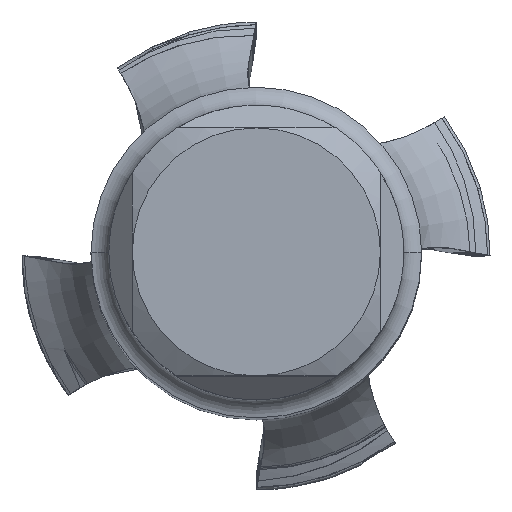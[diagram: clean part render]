
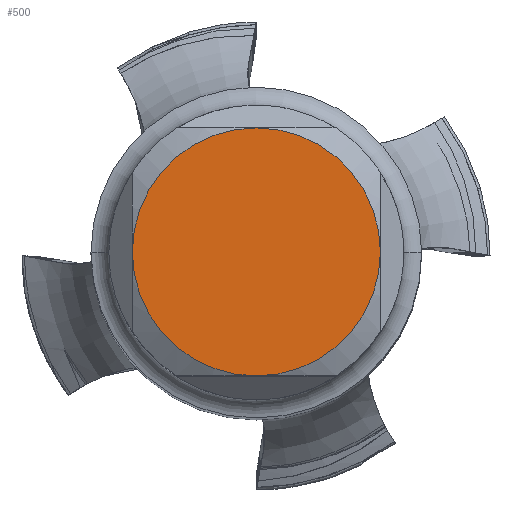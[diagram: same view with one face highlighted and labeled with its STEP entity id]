
A CAD part, top view. The second image highlights one B-rep face of the part: STEP entity #500.
In plain terms, the highlighted planar face has unit normal (0, 0, 1).
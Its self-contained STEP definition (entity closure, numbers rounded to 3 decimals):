
#227=PLANE('',#6858);
#500=ADVANCED_FACE('',(#880),#227,.F.);
#880=FACE_OUTER_BOUND('',#1248,.T.);
#1248=EDGE_LOOP('',(#2004,#2005,#2006,#2007));
#1582=CIRCLE('',#6844,4.5);
#1583=CIRCLE('',#6848,4.5);
#1584=CIRCLE('',#6852,4.5);
#1585=CIRCLE('',#6856,4.5);
#2004=ORIENTED_EDGE('',*,*,#4802,.T.);
#2005=ORIENTED_EDGE('',*,*,#4798,.T.);
#2006=ORIENTED_EDGE('',*,*,#4794,.T.);
#2007=ORIENTED_EDGE('',*,*,#4806,.T.);
#4011=VERTEX_POINT('',#8829);
#4012=VERTEX_POINT('',#8836);
#4013=VERTEX_POINT('',#8850);
#4014=VERTEX_POINT('',#8864);
#4794=EDGE_CURVE('',#4012,#4011,#1582,.T.);
#4798=EDGE_CURVE('',#4013,#4012,#1583,.T.);
#4802=EDGE_CURVE('',#4014,#4013,#1584,.T.);
#4806=EDGE_CURVE('',#4011,#4014,#1585,.T.);
#6844=AXIS2_PLACEMENT_3D('',#8835,#7317,#7318);
#6848=AXIS2_PLACEMENT_3D('',#8849,#7326,#7327);
#6852=AXIS2_PLACEMENT_3D('',#8863,#7335,#7336);
#6856=AXIS2_PLACEMENT_3D('',#8877,#7344,#7345);
#6858=AXIS2_PLACEMENT_3D('',#8879,#7348,#7349);
#7317=DIRECTION('',(0.,0.,1.));
#7318=DIRECTION('',(1.,0.,0.));
#7326=DIRECTION('',(0.,0.,1.));
#7327=DIRECTION('',(1.,0.,0.));
#7335=DIRECTION('',(0.,0.,1.));
#7336=DIRECTION('',(1.,0.,0.));
#7344=DIRECTION('',(0.,0.,1.));
#7345=DIRECTION('',(1.,0.,0.));
#7348=DIRECTION('',(0.,0.,-1.));
#7349=DIRECTION('',(-1.,0.,0.));
#8829=CARTESIAN_POINT('',(4.5,0.,0.));
#8835=CARTESIAN_POINT('',(0.,0.,0.));
#8836=CARTESIAN_POINT('',(0.,-4.5,0.));
#8849=CARTESIAN_POINT('',(0.,0.,0.));
#8850=CARTESIAN_POINT('',(-4.5,0.,0.));
#8863=CARTESIAN_POINT('',(0.,0.,0.));
#8864=CARTESIAN_POINT('',(0.,4.5,0.));
#8877=CARTESIAN_POINT('',(0.,0.,0.));
#8879=CARTESIAN_POINT('',(0.,4.5,0.));
